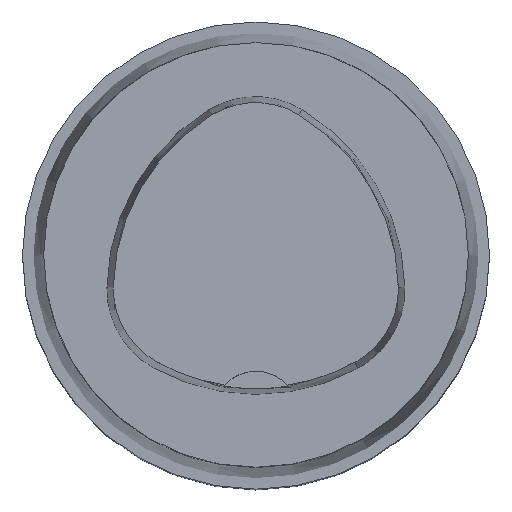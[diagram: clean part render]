
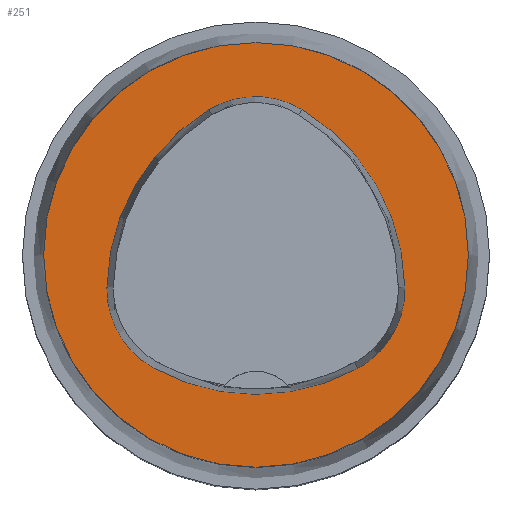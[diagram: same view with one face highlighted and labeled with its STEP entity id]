
A CAD part, top view. The second image highlights one B-rep face of the part: STEP entity #251.
In plain terms, the highlighted planar face has unit normal (0, 0, 1).
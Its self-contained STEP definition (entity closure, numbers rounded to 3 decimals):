
#184=PLANE('',#834);
#251=ADVANCED_FACE('',(#334,#335),#184,.T.);
#334=FACE_BOUND('',#402,.T.);
#335=FACE_BOUND('',#403,.T.);
#402=EDGE_LOOP('',(#513,#514,#515,#516,#517,#518));
#403=EDGE_LOOP('',(#519));
#513=ORIENTED_EDGE('',*,*,#688,.T.);
#514=ORIENTED_EDGE('',*,*,#668,.T.);
#515=ORIENTED_EDGE('',*,*,#672,.T.);
#516=ORIENTED_EDGE('',*,*,#675,.T.);
#517=ORIENTED_EDGE('',*,*,#678,.T.);
#518=ORIENTED_EDGE('',*,*,#686,.T.);
#519=ORIENTED_EDGE('',*,*,#691,.F.);
#608=VERTEX_POINT('',#1165);
#609=VERTEX_POINT('',#1166);
#612=VERTEX_POINT('',#1174);
#614=VERTEX_POINT('',#1180);
#616=VERTEX_POINT('',#1186);
#623=VERTEX_POINT('',#1207);
#624=VERTEX_POINT('',#1217);
#668=EDGE_CURVE('',#608,#609,#744,.T.);
#672=EDGE_CURVE('',#609,#612,#746,.T.);
#675=EDGE_CURVE('',#612,#614,#748,.T.);
#678=EDGE_CURVE('',#614,#616,#750,.T.);
#686=EDGE_CURVE('',#616,#623,#754,.T.);
#688=EDGE_CURVE('',#623,#608,#756,.T.);
#691=EDGE_CURVE('',#624,#624,#759,.T.);
#744=CIRCLE('',#811,20.);
#746=CIRCLE('',#814,8.5);
#748=CIRCLE('',#817,20.);
#750=CIRCLE('',#820,8.5);
#754=CIRCLE('',#825,20.);
#756=CIRCLE('',#828,8.5);
#759=CIRCLE('',#833,20.);
#811=AXIS2_PLACEMENT_3D('',#1164,#959,#960);
#814=AXIS2_PLACEMENT_3D('',#1173,#967,#968);
#817=AXIS2_PLACEMENT_3D('',#1179,#974,#975);
#820=AXIS2_PLACEMENT_3D('',#1185,#981,#982);
#825=AXIS2_PLACEMENT_3D('',#1208,#993,#994);
#828=AXIS2_PLACEMENT_3D('',#1211,#999,#1000);
#833=AXIS2_PLACEMENT_3D('',#1216,#1009,#1010);
#834=AXIS2_PLACEMENT_3D('',#1218,#1011,#1012);
#959=DIRECTION('',(0.,0.,-1.));
#960=DIRECTION('',(-1.,0.,0.));
#967=DIRECTION('',(0.,0.,-1.));
#968=DIRECTION('',(-1.,0.,0.));
#974=DIRECTION('',(0.,0.,-1.));
#975=DIRECTION('',(-1.,0.,0.));
#981=DIRECTION('',(0.,0.,-1.));
#982=DIRECTION('',(-1.,0.,0.));
#993=DIRECTION('',(0.,0.,-1.));
#994=DIRECTION('',(-1.,0.,0.));
#999=DIRECTION('',(0.,0.,-1.));
#1000=DIRECTION('',(-1.,0.,0.));
#1009=DIRECTION('',(0.,0.,-1.));
#1010=DIRECTION('',(-1.,0.,0.));
#1011=DIRECTION('',(0.,0.,1.));
#1012=DIRECTION('',(1.,0.,0.));
#1164=CARTESIAN_POINT('',(5.955,-3.414,0.));
#1165=CARTESIAN_POINT('',(-14.041,-3.042,0.));
#1166=CARTESIAN_POINT('',(-4.472,13.653,0.));
#1173=CARTESIAN_POINT('',(-0.04,6.4,0.));
#1174=CARTESIAN_POINT('',(4.347,13.68,0.));
#1179=CARTESIAN_POINT('',(-5.976,-3.45,0.));
#1180=CARTESIAN_POINT('',(14.021,-3.075,0.));
#1185=CARTESIAN_POINT('',(5.522,-3.235,0.));
#1186=CARTESIAN_POINT('',(9.588,-10.699,0.));
#1207=CARTESIAN_POINT('',(-9.655,-10.639,0.));
#1208=CARTESIAN_POINT('',(0.022,6.864,0.));
#1211=CARTESIAN_POINT('',(-5.543,-3.2,0.));
#1216=CARTESIAN_POINT('',(0.,0.,0.));
#1217=CARTESIAN_POINT('',(-20.,0.,0.));
#1218=CARTESIAN_POINT('',(0.,0.,0.));
